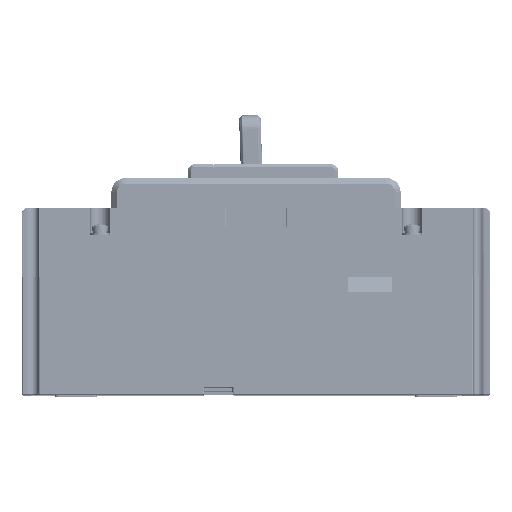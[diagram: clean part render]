
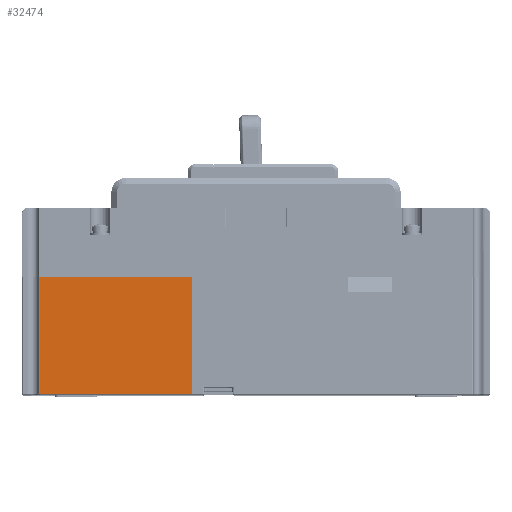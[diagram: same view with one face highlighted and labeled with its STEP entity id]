
A CAD part, top view. The second image highlights one B-rep face of the part: STEP entity #32474.
In plain terms, the highlighted planar face has unit normal (0, 0, 1).
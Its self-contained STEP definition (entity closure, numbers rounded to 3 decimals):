
#6775=DIRECTION('',(1.,0.,0.));
#6776=VECTOR('',#6775,53.651);
#6777=CARTESIAN_POINT('',(-76.151,-32.3,53.5));
#6778=LINE('',#6777,#6776);
#6779=DIRECTION('',(0.,-1.,0.));
#6780=VECTOR('',#6779,41.);
#6781=CARTESIAN_POINT('',(-76.151,8.7,53.5));
#6782=LINE('',#6781,#6780);
#6783=DIRECTION('',(-1.,0.,0.));
#6784=VECTOR('',#6783,53.651);
#6785=CARTESIAN_POINT('',(-22.5,8.7,53.5));
#6786=LINE('',#6785,#6784);
#6787=DIRECTION('',(0.,1.,0.));
#6788=VECTOR('',#6787,41.);
#6789=CARTESIAN_POINT('',(-22.5,-32.3,53.5));
#6790=LINE('',#6789,#6788);
#20972=CARTESIAN_POINT('',(-22.5,8.7,53.5));
#20973=VERTEX_POINT('',#20972);
#24142=CARTESIAN_POINT('',(-76.151,8.7,53.5));
#24144=VERTEX_POINT('',#24142);
#24319=CARTESIAN_POINT('',(-22.5,-32.3,53.5));
#24320=VERTEX_POINT('',#24319);
#24323=CARTESIAN_POINT('',(-76.151,-32.3,53.5));
#24324=VERTEX_POINT('',#24323);
#32461=CARTESIAN_POINT('',(0.,0.,53.5));
#32462=DIRECTION('',(0.,0.,1.));
#32463=DIRECTION('',(1.,0.,0.));
#32464=AXIS2_PLACEMENT_3D('',#32461,#32462,#32463);
#32465=PLANE('',#32464);
#32467=ORIENTED_EDGE('',*,*,#32466,.F.);
#32468=ORIENTED_EDGE('',*,*,#32434,.F.);
#32469=ORIENTED_EDGE('',*,*,#25778,.F.);
#32471=ORIENTED_EDGE('',*,*,#32470,.F.);
#32472=EDGE_LOOP('',(#32467,#32468,#32469,#32471));
#32473=FACE_OUTER_BOUND('',#32472,.F.);
#32474=ADVANCED_FACE('',(#32473),#32465,.T.);
#25778=EDGE_CURVE('',#20973,#24144,#6786,.T.);
#32434=EDGE_CURVE('',#24144,#24324,#6782,.T.);
#32466=EDGE_CURVE('',#24324,#24320,#6778,.T.);
#32470=EDGE_CURVE('',#24320,#20973,#6790,.T.);
